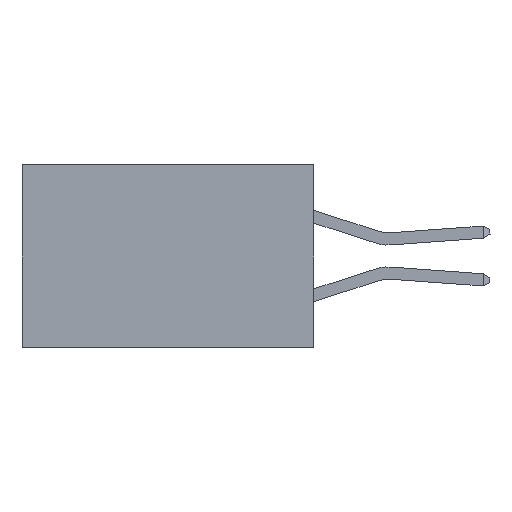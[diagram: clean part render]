
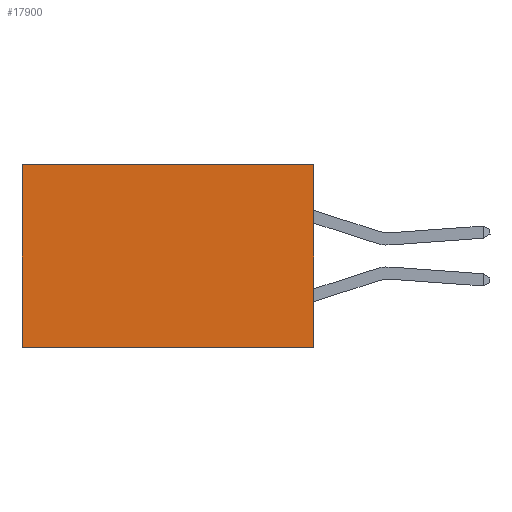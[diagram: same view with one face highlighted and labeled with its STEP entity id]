
A CAD part, left-side view. The second image highlights one B-rep face of the part: STEP entity #17900.
In plain terms, the highlighted planar face has unit normal (-1, 0, 0).
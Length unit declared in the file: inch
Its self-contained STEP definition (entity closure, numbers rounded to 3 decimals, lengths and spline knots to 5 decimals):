
#696 = CARTESIAN_POINT ( 'NONE',  ( 0.2875, 0.6, -0.375 ) ) ;
#1732 = ORIENTED_EDGE ( 'NONE', *, *, #2367, .T. ) ;
#1985 = CARTESIAN_POINT ( 'NONE',  ( 0.2875, 0., 0. ) ) ;
#2181 = ORIENTED_EDGE ( 'NONE', *, *, #20038, .F. ) ;
#2367 = EDGE_CURVE ( 'NONE', #5864, #13741, #9956, .T. ) ;
#2600 = DIRECTION ( 'NONE',  ( 0., 0., -1. ) ) ;
#2867 = DIRECTION ( 'NONE',  ( 0., 0., -1. ) ) ;
#3038 = CARTESIAN_POINT ( 'NONE',  ( 0.2875, 0.6, 0. ) ) ;
#4809 = CARTESIAN_POINT ( 'NONE',  ( 0.2875, 0.6, -0.375 ) ) ;
#4971 = DIRECTION ( 'NONE',  ( 0., 1., 0. ) ) ;
#5609 = DIRECTION ( 'NONE',  ( 0., 0., -1. ) ) ;
#5864 = VERTEX_POINT ( 'NONE', #9075 ) ;
#7045 = VECTOR ( 'NONE', #18675, 39.37008 ) ;
#8778 = VERTEX_POINT ( 'NONE', #12972 ) ;
#9048 = VECTOR ( 'NONE', #2867, 39.37008 ) ;
#9075 = CARTESIAN_POINT ( 'NONE',  ( 0.2875, 0., 0. ) ) ;
#9956 = LINE ( 'NONE', #1985, #7045 ) ;
#9965 = LINE ( 'NONE', #696, #18379 ) ;
#10339 = LINE ( 'NONE', #11913, #19018 ) ;
#11913 = CARTESIAN_POINT ( 'NONE',  ( 0.2875, 0., -0.375 ) ) ;
#12793 = FACE_OUTER_BOUND ( 'NONE', #16418, .T. ) ;
#12972 = CARTESIAN_POINT ( 'NONE',  ( 0.2875, 0., -0.375 ) ) ;
#13741 = VERTEX_POINT ( 'NONE', #3038 ) ;
#14038 = LINE ( 'NONE', #19519, #9048 ) ;
#15983 = DIRECTION ( 'NONE',  ( 1., 0., 0. ) ) ;
#16396 = EDGE_CURVE ( 'NONE', #13741, #20105, #9965, .T. ) ;
#16418 = EDGE_LOOP ( 'NONE', ( #20143, #17635, #2181, #1732 ) ) ;
#17536 = PLANE ( 'NONE',  #20471 ) ;
#17635 = ORIENTED_EDGE ( 'NONE', *, *, #20769, .F. ) ;
#17900 = ADVANCED_FACE ( 'NONE', ( #12793 ), #17536, .F. ) ;
#18379 = VECTOR ( 'NONE', #5609, 39.37008 ) ;
#18675 = DIRECTION ( 'NONE',  ( 0., 1., 0. ) ) ;
#19018 = VECTOR ( 'NONE', #4971, 39.37008 ) ;
#19381 = CARTESIAN_POINT ( 'NONE',  ( 0.2875, 0., -0.375 ) ) ;
#19519 = CARTESIAN_POINT ( 'NONE',  ( 0.2875, 0., -0.375 ) ) ;
#20038 = EDGE_CURVE ( 'NONE', #5864, #8778, #14038, .T. ) ;
#20105 = VERTEX_POINT ( 'NONE', #4809 ) ;
#20143 = ORIENTED_EDGE ( 'NONE', *, *, #16396, .T. ) ;
#20471 = AXIS2_PLACEMENT_3D ( 'NONE', #19381, #15983, #2600 ) ;
#20769 = EDGE_CURVE ( 'NONE', #8778, #20105, #10339, .T. ) ;
